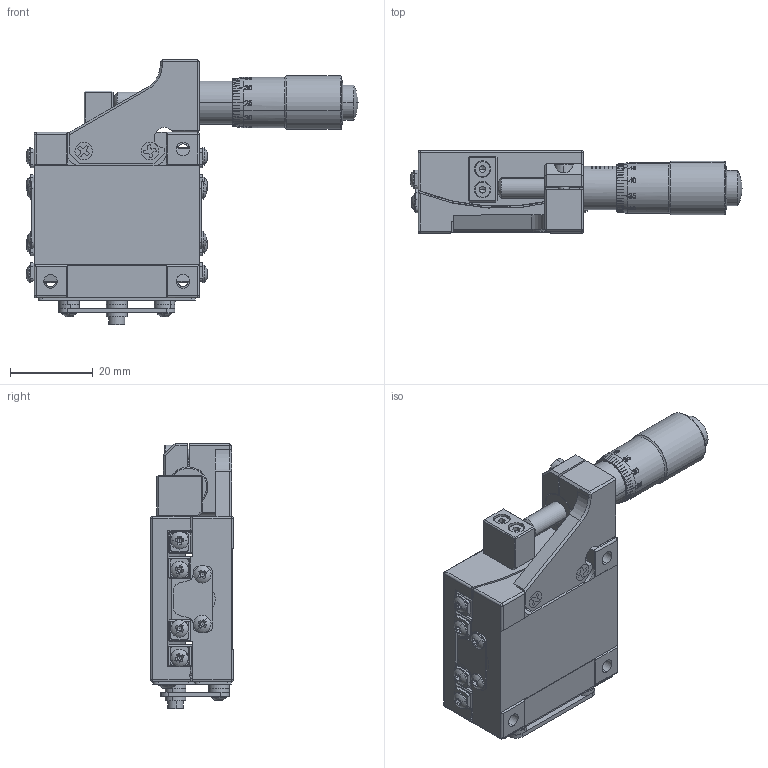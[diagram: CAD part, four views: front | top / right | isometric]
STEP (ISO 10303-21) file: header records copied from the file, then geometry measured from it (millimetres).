
FILE_DESCRIPTION (( 'STEP AP203' ), '1' );
FILE_NAME ('MXG4-40VM.STEP', '2021-02-23T02:07:34', ( '' ), ( '' ), 'SwSTEP 2.0', 'SolidWorks 2020', '' );
FILE_SCHEMA (( 'CONFIG_CONTROL_DESIGN' ));
Products named in the file (1): MXG4-40VM
Bounding box: 80.23 x 20 x 64.2 mm (x, y, z)
Volume: 36683.2 mm3; surface area: 19308.4 mm2
Topology: 2 solids, 2 shells, 1508 faces, 4311 edges, 2851 vertices
Faces by surface type: plane 998, cylinder 318, cone 133, sphere 44, torus 14, bspline 1
Entity records: 53258 total; most frequent: CARTESIAN_POINT 13610, ORIENTED_EDGE 8518, DIRECTION 8170, EDGE_CURVE 4259, AXIS2_PLACEMENT_3D 2926, VERTEX_POINT 2849, VECTOR 2318, LINE 2318
